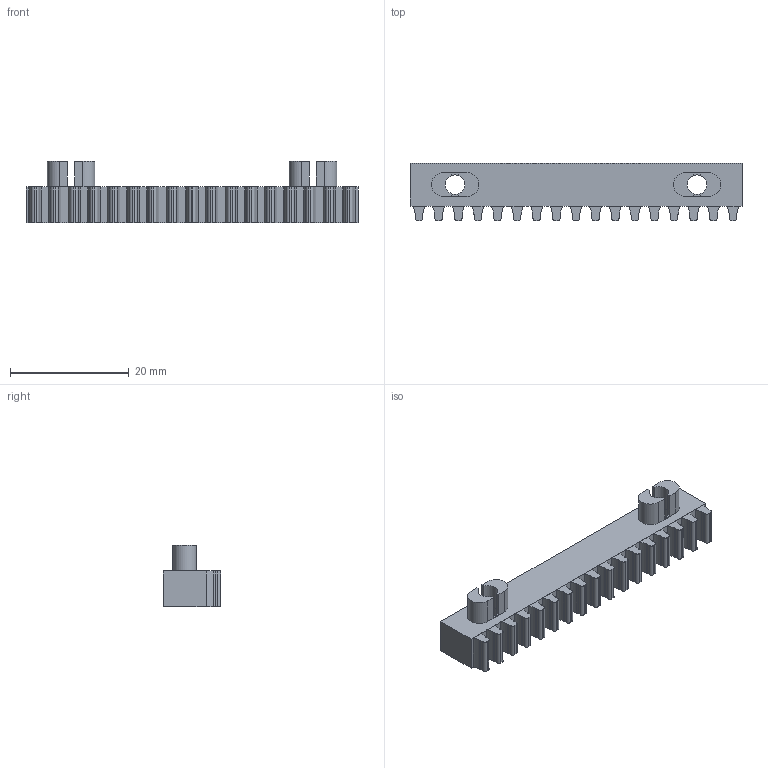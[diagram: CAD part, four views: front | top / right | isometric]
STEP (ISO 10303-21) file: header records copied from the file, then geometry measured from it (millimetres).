
FILE_DESCRIPTION(/* description */ (''),/* implementation_level */ '2;1');
FILE_NAME(/* name */ 'Rack.step',/* time_stamp */ '2023-02-27T16:54:39Z',/* author */ (''),/* organization */ (''),/* preprocessor_version */ 'ST-DEVELOPER v19.2',/* originating_system */ 'Autodesk Translation Framework v11.17.0.187',/* authorisation */ '');
FILE_SCHEMA (('AUTOMOTIVE_DESIGN { 1 0 10303 214 3 1 1 }'));
Length unit declared in the file: millimetre
Products named in the file (1): Rack
Bounding box: 56 x 9.7 x 10.3 mm (x, y, z)
Volume: 2737.6 mm3; surface area: 2971.2 mm2
Topology: 20 solids, 20 shells, 244 faces, 612 edges, 408 vertices
Faces by surface type: plane 132, cylinder 112
Full cylindrical faces by diameter (mm): 3.3 x4, 6.2 x2
Entity records: 7398 total; most frequent: DIRECTION 1334, CARTESIAN_POINT 1265, ORIENTED_EDGE 1224, EDGE_CURVE 612, AXIS2_PLACEMENT_3D 477, VERTEX_POINT 408, LINE 380, VECTOR 380
